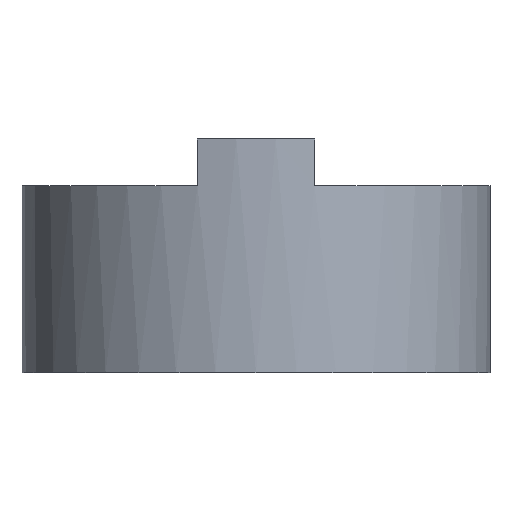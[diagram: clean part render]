
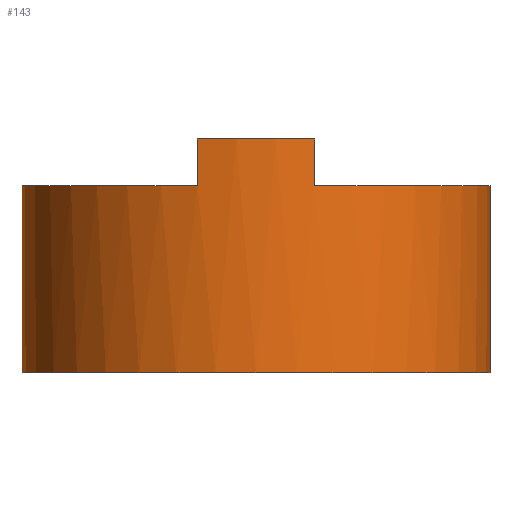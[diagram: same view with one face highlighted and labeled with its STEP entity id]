
A CAD part, front view. The second image highlights one B-rep face of the part: STEP entity #143.
In plain terms, the highlighted cylindrical face has radius 10 mm (diameter 20 mm), a full revolution.
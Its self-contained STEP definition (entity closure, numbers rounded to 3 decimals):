
#16=CYLINDRICAL_SURFACE('',#172,10.);
#19=CIRCLE('',#162,10.);
#20=CIRCLE('',#163,10.);
#22=CIRCLE('',#166,10.);
#23=CIRCLE('',#168,10.);
#24=CIRCLE('',#169,10.);
#26=CIRCLE('',#173,10.);
#33=FACE_OUTER_BOUND('',#42,.T.);
#42=EDGE_LOOP('',(#117,#118,#119,#120,#121,#122,#123,#124,#125,#126,#127,
#128));
#46=LINE('',#225,#56);
#48=LINE('',#228,#58);
#50=LINE('',#234,#60);
#52=LINE('',#237,#62);
#54=LINE('',#256,#64);
#56=VECTOR('',#180,10.);
#58=VECTOR('',#182,10.);
#60=VECTOR('',#186,10.);
#62=VECTOR('',#188,10.);
#64=VECTOR('',#216,10.);
#65=VERTEX_POINT('',#221);
#66=VERTEX_POINT('',#222);
#67=VERTEX_POINT('',#224);
#68=VERTEX_POINT('',#226);
#69=VERTEX_POINT('',#230);
#70=VERTEX_POINT('',#231);
#71=VERTEX_POINT('',#233);
#72=VERTEX_POINT('',#235);
#74=VERTEX_POINT('',#246);
#76=VERTEX_POINT('',#254);
#78=EDGE_CURVE('',#65,#67,#46,.T.);
#80=EDGE_CURVE('',#66,#68,#48,.T.);
#82=EDGE_CURVE('',#69,#71,#50,.T.);
#84=EDGE_CURVE('',#70,#72,#52,.T.);
#85=EDGE_CURVE('',#67,#72,#19,.T.);
#86=EDGE_CURVE('',#71,#68,#20,.T.);
#88=EDGE_CURVE('',#66,#65,#22,.T.);
#89=EDGE_CURVE('',#70,#74,#23,.T.);
#90=EDGE_CURVE('',#74,#69,#24,.T.);
#93=EDGE_CURVE('',#76,#76,#26,.T.);
#94=EDGE_CURVE('',#76,#74,#54,.T.);
#117=ORIENTED_EDGE('',*,*,#93,.F.);
#118=ORIENTED_EDGE('',*,*,#94,.T.);
#119=ORIENTED_EDGE('',*,*,#89,.F.);
#120=ORIENTED_EDGE('',*,*,#84,.T.);
#121=ORIENTED_EDGE('',*,*,#85,.F.);
#122=ORIENTED_EDGE('',*,*,#78,.F.);
#123=ORIENTED_EDGE('',*,*,#88,.F.);
#124=ORIENTED_EDGE('',*,*,#80,.T.);
#125=ORIENTED_EDGE('',*,*,#86,.F.);
#126=ORIENTED_EDGE('',*,*,#82,.F.);
#127=ORIENTED_EDGE('',*,*,#90,.F.);
#128=ORIENTED_EDGE('',*,*,#94,.F.);
#143=ADVANCED_FACE('',(#33),#16,.T.);
#162=AXIS2_PLACEMENT_3D('',#239,#191,#192);
#163=AXIS2_PLACEMENT_3D('',#240,#193,#194);
#166=AXIS2_PLACEMENT_3D('',#244,#199,#200);
#168=AXIS2_PLACEMENT_3D('',#247,#203,#204);
#169=AXIS2_PLACEMENT_3D('',#248,#205,#206);
#172=AXIS2_PLACEMENT_3D('',#253,#212,#213);
#173=AXIS2_PLACEMENT_3D('',#255,#214,#215);
#180=DIRECTION('',(0.,0.,1.));
#182=DIRECTION('',(0.,0.,1.));
#186=DIRECTION('',(0.,0.,1.));
#188=DIRECTION('',(0.,0.,1.));
#191=DIRECTION('center_axis',(0.,0.,1.));
#192=DIRECTION('ref_axis',(1.,0.,0.));
#193=DIRECTION('center_axis',(0.,0.,1.));
#194=DIRECTION('ref_axis',(1.,0.,0.));
#199=DIRECTION('center_axis',(0.,0.,1.));
#200=DIRECTION('ref_axis',(1.,0.,0.));
#203=DIRECTION('center_axis',(0.,0.,1.));
#204=DIRECTION('ref_axis',(1.,0.,0.));
#205=DIRECTION('center_axis',(0.,0.,1.));
#206=DIRECTION('ref_axis',(1.,0.,0.));
#212=DIRECTION('center_axis',(0.,0.,-1.));
#213=DIRECTION('ref_axis',(1.,0.,0.));
#214=DIRECTION('center_axis',(0.,0.,-1.));
#215=DIRECTION('ref_axis',(1.,0.,0.));
#216=DIRECTION('',(0.,0.,1.));
#221=CARTESIAN_POINT('',(2.5,9.682,0.));
#222=CARTESIAN_POINT('',(2.5,-9.682,0.));
#224=CARTESIAN_POINT('',(2.5,9.682,2.));
#225=CARTESIAN_POINT('',(2.5,9.682,0.));
#226=CARTESIAN_POINT('',(2.5,-9.682,2.));
#228=CARTESIAN_POINT('',(2.5,-9.682,0.));
#230=CARTESIAN_POINT('',(-2.5,-9.682,0.));
#231=CARTESIAN_POINT('',(-2.5,9.682,0.));
#233=CARTESIAN_POINT('',(-2.5,-9.682,2.));
#234=CARTESIAN_POINT('',(-2.5,-9.682,0.));
#235=CARTESIAN_POINT('',(-2.5,9.682,2.));
#237=CARTESIAN_POINT('',(-2.5,9.682,0.));
#239=CARTESIAN_POINT('Origin',(0.,0.,2.));
#240=CARTESIAN_POINT('Origin',(0.,0.,2.));
#244=CARTESIAN_POINT('Origin',(0.,0.,0.));
#246=CARTESIAN_POINT('',(-10.,0.,0.));
#247=CARTESIAN_POINT('Origin',(0.,0.,0.));
#248=CARTESIAN_POINT('Origin',(0.,0.,0.));
#253=CARTESIAN_POINT('Origin',(0.,0.,0.));
#254=CARTESIAN_POINT('',(-10.,0.,-8.));
#255=CARTESIAN_POINT('Origin',(0.,0.,-8.));
#256=CARTESIAN_POINT('',(-10.,0.,0.));
